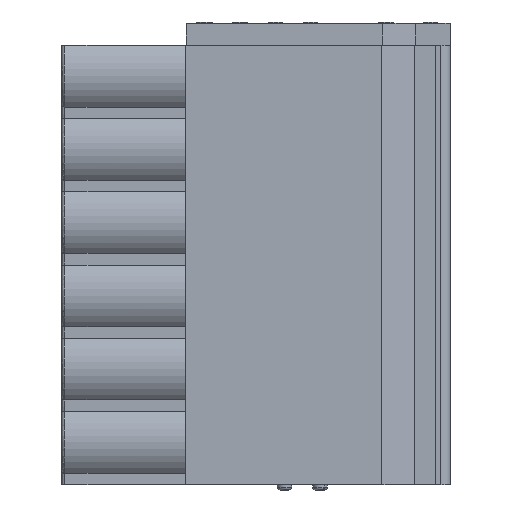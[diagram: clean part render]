
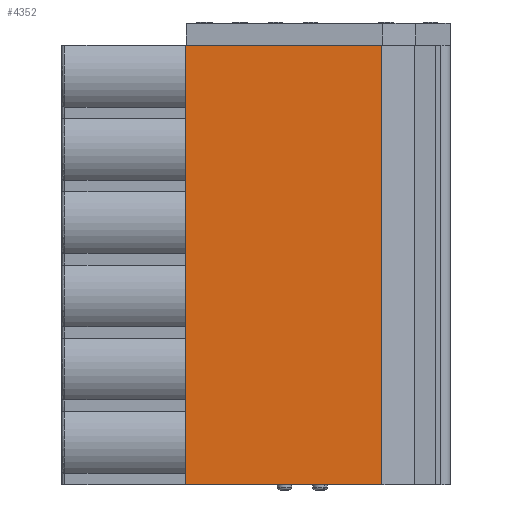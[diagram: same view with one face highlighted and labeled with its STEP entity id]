
A CAD part, front view. The second image highlights one B-rep face of the part: STEP entity #4352.
In plain terms, the highlighted planar face has unit normal (0, -1, 0).
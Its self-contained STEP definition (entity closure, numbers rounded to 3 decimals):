
#2690=B_SPLINE_CURVE_WITH_KNOTS('',3,(#121813,#121814,#121815,#121816),
 .UNSPECIFIED.,.F.,.F.,(4,4),(0.,1.),.UNSPECIFIED.);
#2696=B_SPLINE_CURVE_WITH_KNOTS('',3,(#122017,#122018,#122019,#122020),
 .UNSPECIFIED.,.F.,.F.,(4,4),(0.,1.),.UNSPECIFIED.);
#4352=ADVANCED_FACE('',(#11842),#8569,.T.);
#8569=PLANE('',#86101);
#11842=FACE_OUTER_BOUND('',#16260,.T.);
#16260=EDGE_LOOP('',(#44278,#44279,#44280,#44281,#44282));
#22336=LINE('',#122172,#31524);
#22338=LINE('',#122175,#31526);
#22339=LINE('',#122177,#31527);
#31524=VECTOR('',#96358,1.);
#31526=VECTOR('',#96362,1.);
#31527=VECTOR('',#96363,1.);
#44278=ORIENTED_EDGE('',*,*,#73568,.T.);
#44279=ORIENTED_EDGE('',*,*,#73570,.F.);
#44280=ORIENTED_EDGE('',*,*,#73571,.F.);
#44281=ORIENTED_EDGE('',*,*,#73427,.F.);
#44282=ORIENTED_EDGE('',*,*,#73489,.F.);
#64436=VERTEX_POINT('',#121533);
#64507=VERTEX_POINT('',#121806);
#64543=VERTEX_POINT('',#122021);
#64609=VERTEX_POINT('',#122171);
#64610=VERTEX_POINT('',#122176);
#73427=EDGE_CURVE('',#64436,#64507,#2690,.T.);
#73489=EDGE_CURVE('',#64543,#64436,#2696,.T.);
#73568=EDGE_CURVE('',#64543,#64609,#22336,.T.);
#73570=EDGE_CURVE('',#64610,#64609,#22338,.T.);
#73571=EDGE_CURVE('',#64507,#64610,#22339,.T.);
#86101=AXIS2_PLACEMENT_3D('',#122178,#96364,#96365);
#96358=DIRECTION('',(0.,0.,-1.));
#96362=DIRECTION('',(-1.,0.,0.));
#96363=DIRECTION('',(0.,0.,-1.));
#96364=DIRECTION('',(0.,-1.,0.));
#96365=DIRECTION('',(-1.,0.,0.));
#121533=CARTESIAN_POINT('',(90.404,92.742,-70.392));
#121806=CARTESIAN_POINT('',(103.754,92.742,-70.392));
#121813=CARTESIAN_POINT('',(90.404,92.742,-70.392));
#121814=CARTESIAN_POINT('',(94.854,92.742,-70.392));
#121815=CARTESIAN_POINT('',(99.304,92.742,-70.392));
#121816=CARTESIAN_POINT('',(103.754,92.742,-70.392));
#122017=CARTESIAN_POINT('',(90.354,92.742,-70.392));
#122018=CARTESIAN_POINT('',(90.371,92.742,-70.392));
#122019=CARTESIAN_POINT('',(90.387,92.742,-70.392));
#122020=CARTESIAN_POINT('',(90.404,92.742,-70.392));
#122021=CARTESIAN_POINT('',(90.354,92.742,-70.392));
#122171=CARTESIAN_POINT('',(90.354,92.742,-100.392));
#122172=CARTESIAN_POINT('',(90.354,92.742,-80.392));
#122175=CARTESIAN_POINT('',(103.754,92.742,-100.392));
#122176=CARTESIAN_POINT('',(103.754,92.742,-100.392));
#122177=CARTESIAN_POINT('',(103.754,92.742,-80.392));
#122178=CARTESIAN_POINT('',(90.354,92.742,-75.392));
